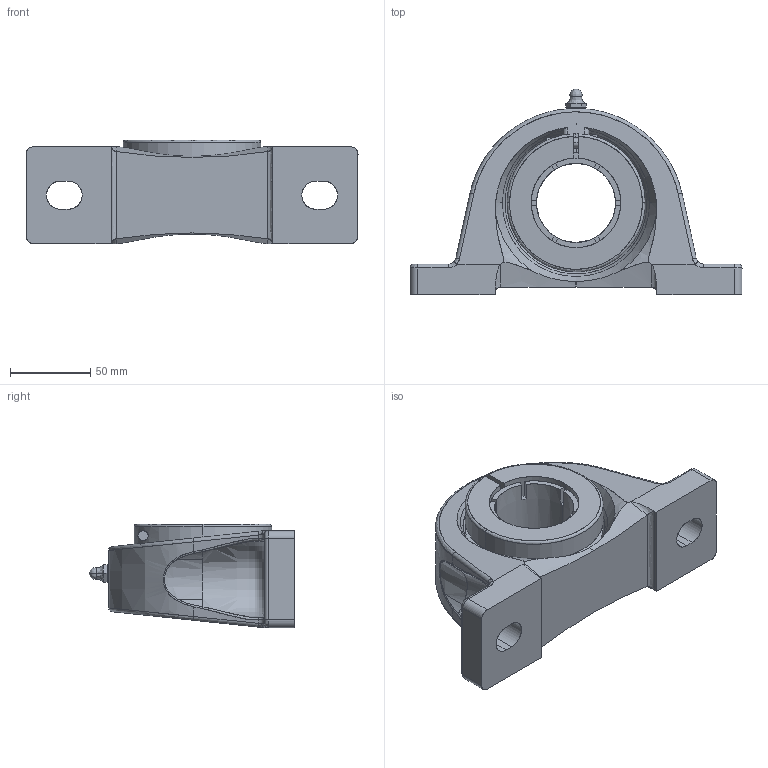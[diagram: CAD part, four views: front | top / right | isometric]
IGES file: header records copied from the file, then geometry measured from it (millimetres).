
Start section: SolidWorks IGES file using analytic representation for surfaces
Global section: file name: NPDEFAU0901111567852.igs; native system: SolidWorks 2010; preprocessor: SolidWorks 2010; author: partstream; date: 100901.111510; units: inch
Bounding box: 206.38 x 127.96 x 64.29 mm (x, y, z)
Surface area: 83437.5 mm2 (no closed solid volume)
Topology: 0 solids, 0 shells, 230 faces, 3201 edges, 3197 vertices
Faces by surface type: bspline 153, revolution 77
